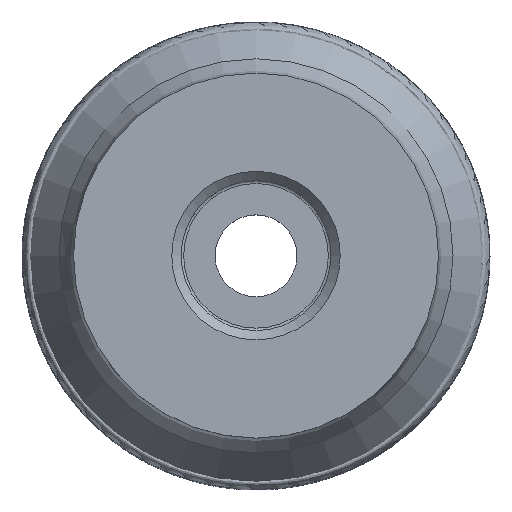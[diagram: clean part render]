
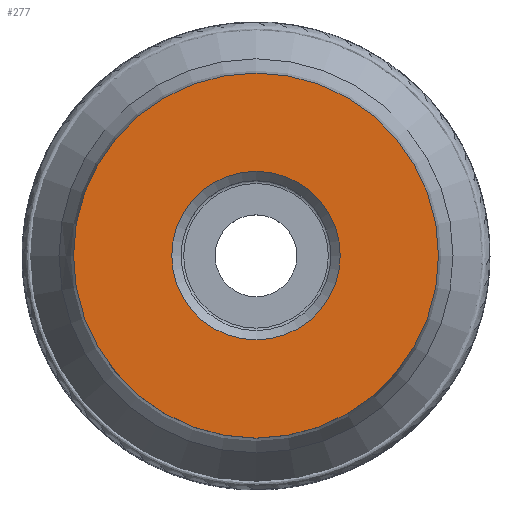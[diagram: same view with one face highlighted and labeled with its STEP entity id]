
A CAD part, top view. The second image highlights one B-rep face of the part: STEP entity #277.
In plain terms, the highlighted planar face has unit normal (0, 0, 1).
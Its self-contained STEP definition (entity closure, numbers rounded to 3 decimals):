
#102=PLANE('',#557);
#136=EDGE_LOOP('',(#182));
#137=EDGE_LOOP('',(#183));
#182=ORIENTED_EDGE('',*,*,#216,.F.);
#183=ORIENTED_EDGE('',*,*,#217,.F.);
#216=EDGE_CURVE('',#350,#350,#239,.T.);
#217=EDGE_CURVE('',#351,#351,#240,.T.);
#239=CIRCLE('',#554,39.);
#240=CIRCLE('',#556,18.006);
#277=ADVANCED_FACE('CU_BCK',(#314,#315),#102,.T.);
#314=FACE_BOUND('',#136,.T.);
#315=FACE_BOUND('',#137,.T.);
#350=VERTEX_POINT('',#15766);
#351=VERTEX_POINT('',#15769);
#554=AXIS2_PLACEMENT_3D('',#15765,#660,#661);
#556=AXIS2_PLACEMENT_3D('',#15768,#664,#665);
#557=AXIS2_PLACEMENT_3D('',#15770,#666,#667);
#660=DIRECTION('',(0.,0.,-1.));
#661=DIRECTION('',(1.,0.,0.));
#664=DIRECTION('',(0.,0.,1.));
#665=DIRECTION('',(1.,0.,0.));
#666=DIRECTION('',(0.,0.,1.));
#667=DIRECTION('',(1.,0.,0.));
#15765=CARTESIAN_POINT('',(0.,0.,0.));
#15766=CARTESIAN_POINT('',(39.,0.,0.));
#15768=CARTESIAN_POINT('',(0.,0.,0.));
#15769=CARTESIAN_POINT('',(18.006,0.,0.));
#15770=CARTESIAN_POINT('',(0.,39.,0.));
